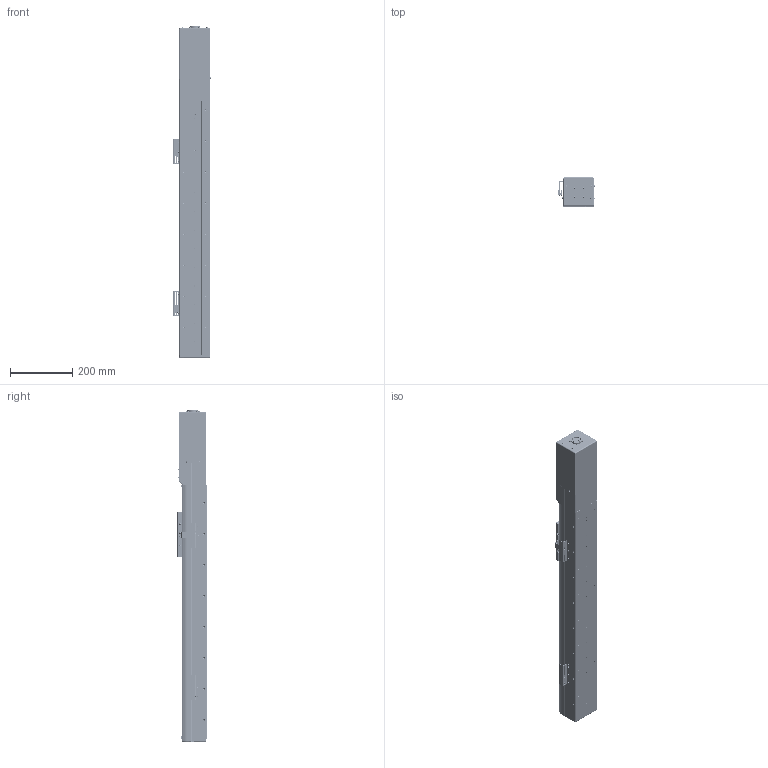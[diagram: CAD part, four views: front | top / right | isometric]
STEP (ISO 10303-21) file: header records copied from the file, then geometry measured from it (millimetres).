
FILE_DESCRIPTION (( 'STEP AP203' ), '1' );
FILE_NAME ('HC100-XXX-S-500-XX-SL-OF.STEP', '2020-08-04T03:15:23', ( '彌營遵' ), ( '' ), 'SwSTEP 2.0', 'SolidWorks 2013', '' );
FILE_SCHEMA (( 'CONFIG_CONTROL_DESIGN' ));
Length unit declared in the file: millimetre
Products named in the file (43): STEEL BELT TENSION BLOCK-ST500; BASE-ST500; HC100 SENSOR_2(PR); pan cross head_ks_KS 1023 PC- M3 x 5-N; STEEL BELT FIX-ST500; END COVER-ST500; STEEL BELT TENSION PLATE-ST500; BEARING HOUSING(雖雖)-ST500; HC100-XXX-S-500-XX-SL-OF; socket head cap screw_ks_KS 1003 - M4 x 10 x 10-N; SUPPORT BLOCK-ST500; END COVER(M)-ST500; socket head cap screw_ks_KS 1003 - M6 x 45 x 24-N; CARRIER-ST500; socket head cap screw_ks_KS 1003 - M6 x 10 x 10-N; hg-kr23-ST500; HRballscrew-ST500; socket head cap screw_ks_KS 1003 - M5 x 16 x 16-N; CARRIER COVER-ST500; MASensor Brk-ST500_ル遽; HRbearing cap-ST500; LMguide-ST500; socket button head cap screw_am_B18.3.4M - 3 x 0.5 x 8 SBHCS --N; HC SENSOR DOG-ST500; EE-SX-674(奢辨 撫憮)-ST500_ル遽; 醴喀攪-ST500; MOTOR CASE-ST500; socket button head cap screw_am_B18.3.4M - 3 x 0.5 x 5 SBHCS --N; HRballnut-ST500; socket head cap screw_ks_KS 1003 - M3 x 5 x 5-N; DAMPER-ST500; SIDE COVER-ST500; socket countersunk head screw_am_B18.3.5M - 3 x 0.5 x 8 Socket FCHS  -- 8C; LMblock-ST500; spring lock washer_ks_KS 1324 - M3; BEARING HOUSING(堅薑)-ST500; SIDE COVER2-ST500; SHAFT-ST500; HC100 SENSOR_1(PR); COUPLING COVER-ST500 ...
Assembly tree (122 placements, depth 3):
  HC100-XXX-S-500-XX-SL-OF
    BASE-ST500
    BEARING HOUSING(雖雖)-ST500
    CARRIER-ST500
      CARRIER-ST500
      CARRIER COVER-ST500
      HC SENSOR DOG-ST500
      HRballnut-ST500
      LMblock-ST500  x2
      SHAFT-ST500  x8
      STEEL BELT TENSION BLOCK-ST500  x2
      STEEL BELT TENSION PLATE-ST500  x2
      socket head cap screw_ks_KS 1003 - M6 x 45 x 24-N  x8
      socket head cap screw_ks_KS 1003 - M5 x 16 x 16-N  x4
      socket button head cap screw_am_B18.3.4M - 3 x 0.5 x 8 SBHCS --N  x4
      socket button head cap screw_am_B18.3.4M - 3 x 0.5 x 5 SBHCS --N  x2
      socket countersunk head screw_am_B18.3.5M - 3 x 0.5 x 8 Socket FCHS  -- 8C  x12
    COUPLING HOUSION-ST500
    END COVER-ST500
    END COVER(M)-ST500
    HRballscrew-ST500
    LMguide-ST500
    MOTOR CASE-ST500
    SIDE COVER-ST500
    SIDE COVER2-ST500
    STEEL BELT-ST500
    STEEL BELT FIX-ST500  x2
    SUPPORT BLOCK-ST500  x4
    hg-kr23-ST500
    HRbearing cap-ST500
    醴喀攪-ST500
    DAMPER-ST500  x2
    BEARING HOUSING(堅薑)-ST500
    COUPLING COVER-ST500
    pan cross head_ks_KS 1023 PC- M3 x 5-N  x20
    socket head cap screw_ks_KS 1003 - M4 x 10 x 10-N  x2
    socket head cap screw_ks_KS 1003 - M6 x 10 x 10-N  x2
    HC100 SENSOR_1(PR)
      MASensor Brk-ST500_ル遽
      EE-SX-674(奢辨 撫憮)-ST500_ル遽  x2
      socket head cap screw_ks_KS 1003 - M3 x 5 x 5-N  x7
      spring lock washer_ks_KS 1324 - M3  x3
    HC100 SENSOR_2(PR)
      MASensor Brk-ST500_ル遽
      EE-SX-674(奢辨 撫憮)-ST500_ル遽
      socket head cap screw_ks_KS 1003 - M3 x 5 x 5-N  x5
      spring lock washer_ks_KS 1324 - M3  x3
Bounding box: 122.15 x 95 x 1069.5 mm (x, y, z)
Volume: 3600180.3 mm3; surface area: 1376242.4 mm2
Topology: 119 solids, 119 shells, 4818 faces, 11872 edges, 7218 vertices
Faces by surface type: plane 2210, cylinder 1482, cone 744, torus 288, sphere 56, bspline 38
Entity records: 119182 total; most frequent: CARTESIAN_POINT 50434, DIRECTION 13465, ORIENTED_EDGE 12546, EDGE_CURVE 6273, AXIS2_PLACEMENT_3D 4949, VERTEX_POINT 4005, LINE 3567, VECTOR 3567
